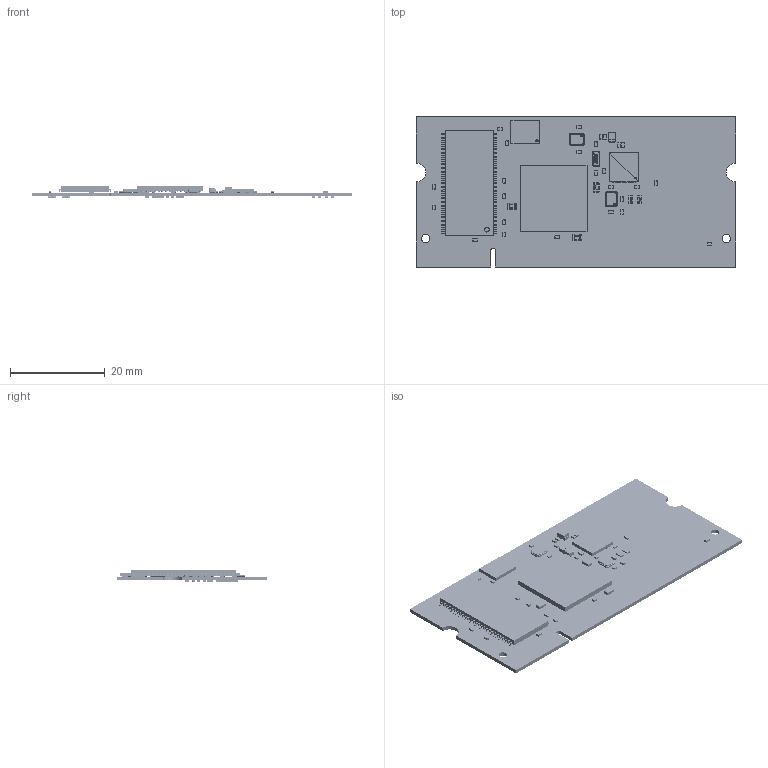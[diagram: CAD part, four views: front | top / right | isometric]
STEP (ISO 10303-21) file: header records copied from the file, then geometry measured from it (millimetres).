
FILE_DESCRIPTION(('Open CASCADE Model'),'2;1');
FILE_NAME('Open CASCADE Shape Model','2020-06-05T13:29:07',('Author'),( 'Open CASCADE'),'Open CASCADE STEP processor 6.8','Open CASCADE 6.8' ,'Unknown');
FILE_SCHEMA(('AUTOMOTIVE_DESIGN { 1 0 10303 214 1 1 1 1 }'));
Length unit declared in the file: millimetre
Products named in the file (553): PCB; Board; Open CASCADE STEP translator 6.8 10.1.1; R19; R0402; 6331739536; Extruded; R17; R16; R15; 6331733376; OSC1; Crystal-3225; FB4; 0603_SMD_Resistor; R14; C28; C0402; R7; R6; IC2; User_Library-WSON-8; User_Library-WSON-8_Case; User_Library-WSON-8_Pad; User_Library-WSON-8_Power_pad; IC3; TSOP2-54; Open_CASCADE_STEP_translator_6.2_2.3; TSOP2-55; Free-Models3; 352417473; Cylinder1; BODYTSOP2-55; Board7; Free-Models4; 352638289; Extruded3; PINTSOP2-55; Free-Models5; 352644049 ...
Assembly tree (1053 placements, depth 10):
  PCB
    Board
      Open CASCADE STEP translator 6.8 10.1.1
    R19
      R0402
      6331739536
        Extruded
    R17
      R0402
      6331739536
        Extruded
    R16
      R0402
      6331739536
        Extruded
    R15
      R0402
      6331733376
        Extruded
    OSC1
      Crystal-3225
    FB4
      0603_SMD_Resistor
    R14
      R0402
      6331739536
        Extruded
    C28
      C0402
      6331739536
        Extruded
    R7
      R0402
      6331739536
        Extruded
    R6
      R0402
      6331739536
        Extruded
    IC2
      User_Library-WSON-8
        User_Library-WSON-8_Case
        User_Library-WSON-8_Pad  x8
        User_Library-WSON-8_Power_pad
    IC3
      TSOP2-54
        Open_CASCADE_STEP_translator_6.2_2.3
          TSOP2-55
            Free-Models3
              352417473
                Cylinder1
              BODYTSOP2-55
                Board7
                Free-Models4
                  352638289
              PINTSOP2-55
                Free-Models5
                  352644049
                Board4
              PINTSOP2-55
Bounding box: 67.6 x 31.75 x 2.7 mm (x, y, z)
Volume: 2349.4 mm3; surface area: 6354 mm2
Topology: 574 solids, 1366 shells, 11730 faces, 27830 edges, 16476 vertices
Faces by surface type: plane 4296, cylinder 3317, bspline 2741, sphere 888, revolution 344, torus 144
Full cylindrical faces by diameter (mm): 1.8 x2
Entity records: 105058 total; most frequent: CARTESIAN_POINT 24513, DIRECTION 11606, ORIENTED_EDGE 9362, EDGE_CURVE 5869, VERTEX_POINT 4556, LINE 4516, VECTOR 4516, AXIS2_PLACEMENT_3D 3541
